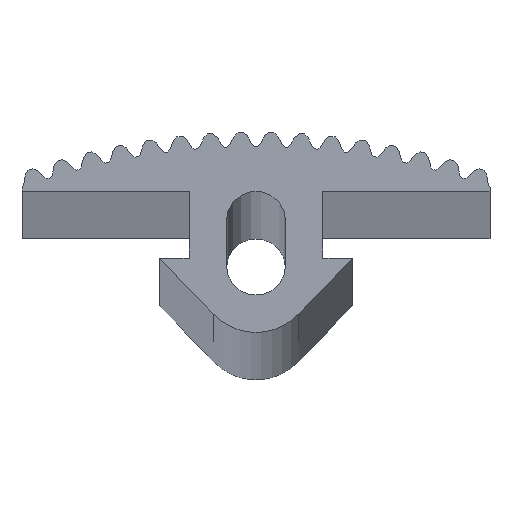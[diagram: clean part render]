
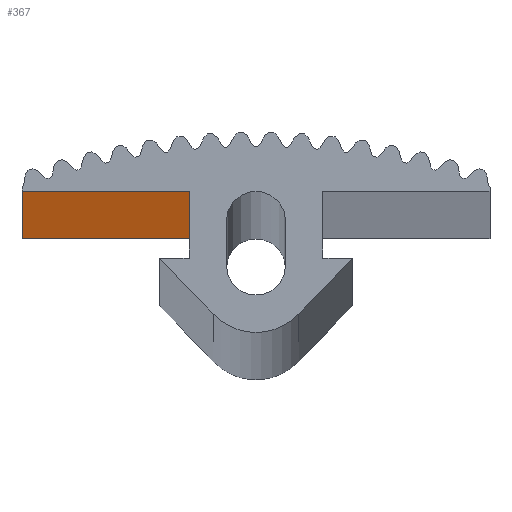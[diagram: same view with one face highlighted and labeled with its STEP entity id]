
A CAD part, top view. The second image highlights one B-rep face of the part: STEP entity #367.
In plain terms, the highlighted planar face has unit normal (0, -1, 0).
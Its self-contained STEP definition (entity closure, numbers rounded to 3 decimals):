
#18 = ORIENTED_EDGE ( 'NONE', *, *, #2416, .T. ) ;
#44 = DIRECTION ( 'NONE',  ( 0., 0., -1. ) ) ;
#190 = EDGE_CURVE ( 'NONE', #540, #290, #1108, .T. ) ;
#230 = CARTESIAN_POINT ( 'NONE',  ( -4.5, 0., -1000. ) ) ;
#260 = EDGE_CURVE ( 'NONE', #320, #1689, #1070, .T. ) ;
#290 = VERTEX_POINT ( 'NONE', #1756 ) ;
#320 = VERTEX_POINT ( 'NONE', #2609 ) ;
#367 = ADVANCED_FACE ( 'NONE', ( #2628 ), #694, .T. ) ;
#540 = VERTEX_POINT ( 'NONE', #1576 ) ;
#660 = CARTESIAN_POINT ( 'NONE',  ( -4.5, 0., 828.8 ) ) ;
#686 = ORIENTED_EDGE ( 'NONE', *, *, #190, .F. ) ;
#694 = PLANE ( 'NONE',  #2175 ) ;
#732 = VECTOR ( 'NONE', #2396, 1000. ) ;
#851 = CARTESIAN_POINT ( 'NONE',  ( -15.75, 0., 828.8 ) ) ;
#973 = ORIENTED_EDGE ( 'NONE', *, *, #1600, .F. ) ;
#1070 = LINE ( 'NONE', #1925, #732 ) ;
#1108 = LINE ( 'NONE', #1533, #1944 ) ;
#1360 = CARTESIAN_POINT ( 'NONE',  ( -4.5, 0., -1000. ) ) ;
#1506 = DIRECTION ( 'NONE',  ( 1., 0., 0. ) ) ;
#1533 = CARTESIAN_POINT ( 'NONE',  ( -15.75, 0., -1000. ) ) ;
#1545 = DIRECTION ( 'NONE',  ( 0., 0., 1. ) ) ;
#1576 = CARTESIAN_POINT ( 'NONE',  ( -15.75, 0., -1000. ) ) ;
#1600 = EDGE_CURVE ( 'NONE', #290, #1689, #2129, .T. ) ;
#1689 = VERTEX_POINT ( 'NONE', #660 ) ;
#1710 = DIRECTION ( 'NONE',  ( 1., 0., 0. ) ) ;
#1727 = DIRECTION ( 'NONE',  ( 0., -1., 0. ) ) ;
#1756 = CARTESIAN_POINT ( 'NONE',  ( -15.75, 0., 828.8 ) ) ;
#1873 = VECTOR ( 'NONE', #1506, 1000. ) ;
#1925 = CARTESIAN_POINT ( 'NONE',  ( -4.5, 0., -1000. ) ) ;
#1944 = VECTOR ( 'NONE', #1545, 1000. ) ;
#1989 = LINE ( 'NONE', #1360, #1873 ) ;
#2022 = ORIENTED_EDGE ( 'NONE', *, *, #260, .T. ) ;
#2081 = EDGE_LOOP ( 'NONE', ( #2022, #973, #686, #18 ) ) ;
#2129 = LINE ( 'NONE', #851, #2744 ) ;
#2175 = AXIS2_PLACEMENT_3D ( 'NONE', #230, #1727, #44 ) ;
#2396 = DIRECTION ( 'NONE',  ( 0., 0., 1. ) ) ;
#2416 = EDGE_CURVE ( 'NONE', #540, #320, #1989, .T. ) ;
#2609 = CARTESIAN_POINT ( 'NONE',  ( -4.5, 0., -1000. ) ) ;
#2628 = FACE_OUTER_BOUND ( 'NONE', #2081, .T. ) ;
#2744 = VECTOR ( 'NONE', #1710, 1000. ) ;
